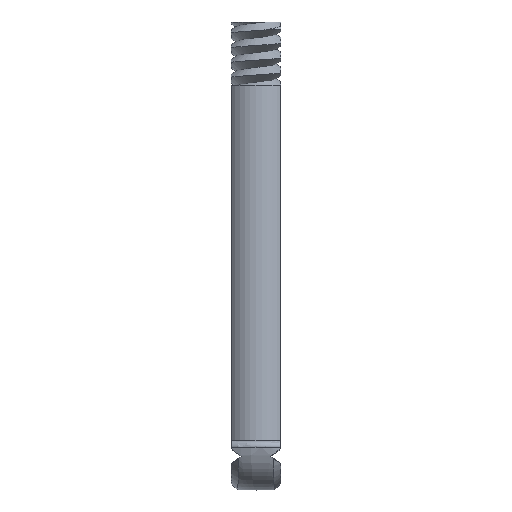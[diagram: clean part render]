
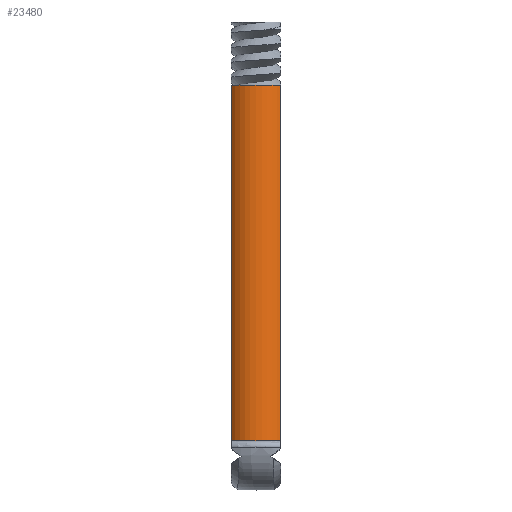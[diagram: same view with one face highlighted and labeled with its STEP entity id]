
A CAD part, left-side view. The second image highlights one B-rep face of the part: STEP entity #23480.
In plain terms, the highlighted cylindrical face has radius 3.35 mm (diameter 6.7 mm), a partial arc.
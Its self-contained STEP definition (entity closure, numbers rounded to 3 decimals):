
#5503 = PLANE('',#5504);
#5504 = AXIS2_PLACEMENT_3D('',#5505,#5506,#5507);
#5505 = CARTESIAN_POINT('',(-12.5,-2.5,200.));
#5506 = DIRECTION('',(0.,1.,0.));
#5507 = DIRECTION('',(-1.,0.,0.));
#6292 = PLANE('',#6293);
#6293 = AXIS2_PLACEMENT_3D('',#6294,#6295,#6296);
#6294 = CARTESIAN_POINT('',(-12.5,2.5,200.));
#6295 = DIRECTION('',(0.,-1.,0.));
#6296 = DIRECTION('',(1.,0.,0.));
#7947 = VERTEX_POINT('',#7948);
#7948 = CARTESIAN_POINT('',(-2.23,-2.5,36.1));
#7962 = PLANE('',#7963);
#7963 = AXIS2_PLACEMENT_3D('',#7964,#7965,#7966);
#7964 = CARTESIAN_POINT('',(0.,0.,36.1
    ));
#7965 = DIRECTION('',(0.,0.,-1.));
#7966 = DIRECTION('',(1.,0.,0.));
#7974 = EDGE_CURVE('',#7947,#7975,#7977,.T.);
#7975 = VERTEX_POINT('',#7976);
#7976 = CARTESIAN_POINT('',(-2.23,-2.5,0.));
#7977 = SURFACE_CURVE('',#7978,(#7982,#7989),.PCURVE_S1.);
#7978 = LINE('',#7979,#7980);
#7979 = CARTESIAN_POINT('',(-2.23,-2.5,36.1));
#7980 = VECTOR('',#7981,1.);
#7981 = DIRECTION('',(0.,0.,-1.));
#7982 = PCURVE('',#5503,#7983);
#7983 = DEFINITIONAL_REPRESENTATION('',(#7984),#7988);
#7984 = LINE('',#7985,#7986);
#7985 = CARTESIAN_POINT('',(-10.27,-163.9));
#7986 = VECTOR('',#7987,1.);
#7987 = DIRECTION('',(0.,-1.));
#7988 = ( GEOMETRIC_REPRESENTATION_CONTEXT(2) 
PARAMETRIC_REPRESENTATION_CONTEXT() REPRESENTATION_CONTEXT('2D SPACE',''
  ) );
#7989 = PCURVE('',#7990,#7995);
#7990 = CYLINDRICAL_SURFACE('',#7991,3.35);
#7991 = AXIS2_PLACEMENT_3D('',#7992,#7993,#7994);
#7992 = CARTESIAN_POINT('',(0.,0.,36.1
    ));
#7993 = DIRECTION('',(0.,0.,-1.));
#7994 = DIRECTION('',(1.,0.,0.));
#7995 = DEFINITIONAL_REPRESENTATION('',(#7996),#8000);
#7996 = LINE('',#7997,#7998);
#7997 = CARTESIAN_POINT('',(2.299,0.));
#7998 = VECTOR('',#7999,1.);
#7999 = DIRECTION('',(0.,1.));
#8000 = ( GEOMETRIC_REPRESENTATION_CONTEXT(2) 
PARAMETRIC_REPRESENTATION_CONTEXT() REPRESENTATION_CONTEXT('2D SPACE',''
  ) );
#8018 = PLANE('',#8019);
#8019 = AXIS2_PLACEMENT_3D('',#8020,#8021,#8022);
#8020 = CARTESIAN_POINT('',(0.,0.,
    0.));
#8021 = DIRECTION('',(0.,0.,-1.));
#8022 = DIRECTION('',(1.,0.,0.));
#22369 = VERTEX_POINT('',#22370);
#22370 = CARTESIAN_POINT('',(-2.23,2.5,36.1));
#22393 = EDGE_CURVE('',#22369,#22394,#22396,.T.);
#22394 = VERTEX_POINT('',#22395);
#22395 = CARTESIAN_POINT('',(-2.23,2.5,0.));
#22396 = SURFACE_CURVE('',#22397,(#22401,#22408),.PCURVE_S1.);
#22397 = LINE('',#22398,#22399);
#22398 = CARTESIAN_POINT('',(-2.23,2.5,36.1));
#22399 = VECTOR('',#22400,1.);
#22400 = DIRECTION('',(0.,0.,-1.));
#22401 = PCURVE('',#6292,#22402);
#22402 = DEFINITIONAL_REPRESENTATION('',(#22403),#22407);
#22403 = LINE('',#22404,#22405);
#22404 = CARTESIAN_POINT('',(10.27,-163.9));
#22405 = VECTOR('',#22406,1.);
#22406 = DIRECTION('',(0.,-1.));
#22407 = ( GEOMETRIC_REPRESENTATION_CONTEXT(2) 
PARAMETRIC_REPRESENTATION_CONTEXT() REPRESENTATION_CONTEXT('2D SPACE',''
  ) );
#22408 = PCURVE('',#7990,#22409);
#22409 = DEFINITIONAL_REPRESENTATION('',(#22410),#22414);
#22410 = LINE('',#22411,#22412);
#22411 = CARTESIAN_POINT('',(3.984,0.));
#22412 = VECTOR('',#22413,1.);
#22413 = DIRECTION('',(0.,1.));
#22414 = ( GEOMETRIC_REPRESENTATION_CONTEXT(2) 
PARAMETRIC_REPRESENTATION_CONTEXT() REPRESENTATION_CONTEXT('2D SPACE',''
  ) );
#23455 = EDGE_CURVE('',#7947,#22369,#23456,.T.);
#23456 = SURFACE_CURVE('',#23457,(#23462,#23469),.PCURVE_S1.);
#23457 = CIRCLE('',#23458,3.35);
#23458 = AXIS2_PLACEMENT_3D('',#23459,#23460,#23461);
#23459 = CARTESIAN_POINT('',(0.,0.,
    36.1));
#23460 = DIRECTION('',(0.,0.,-1.));
#23461 = DIRECTION('',(1.,0.,0.));
#23462 = PCURVE('',#7962,#23463);
#23463 = DEFINITIONAL_REPRESENTATION('',(#23464),#23468);
#23464 = CIRCLE('',#23465,3.35);
#23465 = AXIS2_PLACEMENT_2D('',#23466,#23467);
#23466 = CARTESIAN_POINT('',(0.,0.));
#23467 = DIRECTION('',(1.,0.));
#23468 = ( GEOMETRIC_REPRESENTATION_CONTEXT(2) 
PARAMETRIC_REPRESENTATION_CONTEXT() REPRESENTATION_CONTEXT('2D SPACE',''
  ) );
#23469 = PCURVE('',#7990,#23470);
#23470 = DEFINITIONAL_REPRESENTATION('',(#23471),#23475);
#23471 = LINE('',#23472,#23473);
#23472 = CARTESIAN_POINT('',(0.,0.));
#23473 = VECTOR('',#23474,1.);
#23474 = DIRECTION('',(1.,0.));
#23475 = ( GEOMETRIC_REPRESENTATION_CONTEXT(2) 
PARAMETRIC_REPRESENTATION_CONTEXT() REPRESENTATION_CONTEXT('2D SPACE',''
  ) );
#23480 = ADVANCED_FACE('',(#23481),#7990,.T.);
#23481 = FACE_BOUND('',#23482,.T.);
#23482 = EDGE_LOOP('',(#23483,#23484,#23485,#23486));
#23483 = ORIENTED_EDGE('',*,*,#7974,.F.);
#23484 = ORIENTED_EDGE('',*,*,#23455,.T.);
#23485 = ORIENTED_EDGE('',*,*,#22393,.T.);
#23486 = ORIENTED_EDGE('',*,*,#23487,.F.);
#23487 = EDGE_CURVE('',#7975,#22394,#23488,.T.);
#23488 = SURFACE_CURVE('',#23489,(#23494,#23501),.PCURVE_S1.);
#23489 = CIRCLE('',#23490,3.35);
#23490 = AXIS2_PLACEMENT_3D('',#23491,#23492,#23493);
#23491 = CARTESIAN_POINT('',(0.,0.,
    0.));
#23492 = DIRECTION('',(0.,0.,-1.));
#23493 = DIRECTION('',(1.,0.,0.));
#23494 = PCURVE('',#7990,#23495);
#23495 = DEFINITIONAL_REPRESENTATION('',(#23496),#23500);
#23496 = LINE('',#23497,#23498);
#23497 = CARTESIAN_POINT('',(0.,36.1));
#23498 = VECTOR('',#23499,1.);
#23499 = DIRECTION('',(1.,0.));
#23500 = ( GEOMETRIC_REPRESENTATION_CONTEXT(2) 
PARAMETRIC_REPRESENTATION_CONTEXT() REPRESENTATION_CONTEXT('2D SPACE',''
  ) );
#23501 = PCURVE('',#8018,#23502);
#23502 = DEFINITIONAL_REPRESENTATION('',(#23503),#23507);
#23503 = CIRCLE('',#23504,3.35);
#23504 = AXIS2_PLACEMENT_2D('',#23505,#23506);
#23505 = CARTESIAN_POINT('',(0.,0.));
#23506 = DIRECTION('',(1.,0.));
#23507 = ( GEOMETRIC_REPRESENTATION_CONTEXT(2) 
PARAMETRIC_REPRESENTATION_CONTEXT() REPRESENTATION_CONTEXT('2D SPACE',''
  ) );
